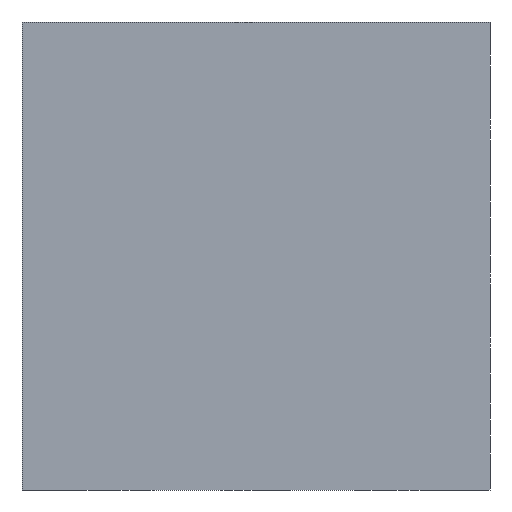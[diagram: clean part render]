
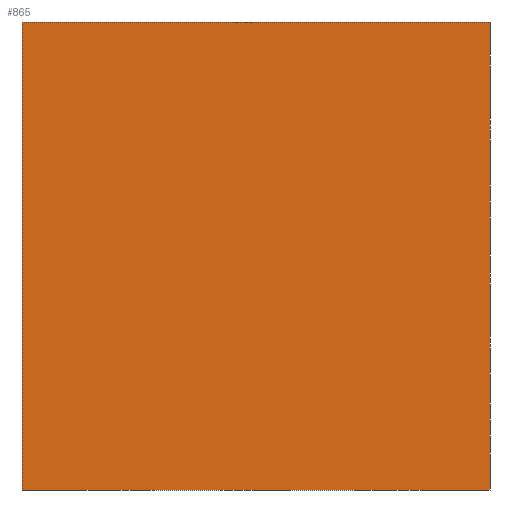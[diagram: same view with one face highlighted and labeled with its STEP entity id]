
A CAD part, front view. The second image highlights one B-rep face of the part: STEP entity #865.
In plain terms, the highlighted planar face has unit normal (0, -1, 0).
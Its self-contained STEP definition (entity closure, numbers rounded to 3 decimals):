
#386 = VERTEX_POINT ( 'NONE', #3923 ) ;
#401 = VECTOR ( 'NONE', #5784, 1000. ) ;
#501 = DIRECTION ( 'NONE',  ( 0., -1., 0. ) ) ;
#587 = DIRECTION ( 'NONE',  ( -1., 0., 0. ) ) ;
#638 = CARTESIAN_POINT ( 'NONE',  ( -7., 0., 7. ) ) ;
#669 = LINE ( 'NONE', #1822, #401 ) ;
#865 = ADVANCED_FACE ( 'NONE', ( #7198 ), #2120, .T. ) ;
#896 = EDGE_LOOP ( 'NONE', ( #1366, #3514, #5038, #4223 ) ) ;
#1339 = CARTESIAN_POINT ( 'NONE',  ( -7., 0., -7. ) ) ;
#1366 = ORIENTED_EDGE ( 'NONE', *, *, #2452, .F. ) ;
#1653 = DIRECTION ( 'NONE',  ( 0., 0., 1. ) ) ;
#1822 = CARTESIAN_POINT ( 'NONE',  ( 7., 0., 7. ) ) ;
#2120 = PLANE ( 'NONE',  #4472 ) ;
#2136 = VECTOR ( 'NONE', #587, 1000. ) ;
#2452 = EDGE_CURVE ( 'NONE', #2795, #386, #669, .T. ) ;
#2793 = CARTESIAN_POINT ( 'NONE',  ( 0., 0., 0. ) ) ;
#2795 = VERTEX_POINT ( 'NONE', #3965 ) ;
#3147 = CARTESIAN_POINT ( 'NONE',  ( -7., 0., 7. ) ) ;
#3514 = ORIENTED_EDGE ( 'NONE', *, *, #4509, .F. ) ;
#3923 = CARTESIAN_POINT ( 'NONE',  ( 7., 0., -7. ) ) ;
#3965 = CARTESIAN_POINT ( 'NONE',  ( 7., 0., 7. ) ) ;
#3989 = VERTEX_POINT ( 'NONE', #638 ) ;
#4003 = LINE ( 'NONE', #6253, #2136 ) ;
#4167 = VERTEX_POINT ( 'NONE', #1339 ) ;
#4223 = ORIENTED_EDGE ( 'NONE', *, *, #4369, .F. ) ;
#4276 = VECTOR ( 'NONE', #1653, 1000. ) ;
#4369 = EDGE_CURVE ( 'NONE', #386, #4167, #4003, .T. ) ;
#4472 = AXIS2_PLACEMENT_3D ( 'NONE', #2793, #501, #6715 ) ;
#4509 = EDGE_CURVE ( 'NONE', #3989, #2795, #4826, .T. ) ;
#4826 = LINE ( 'NONE', #3147, #7227 ) ;
#5038 = ORIENTED_EDGE ( 'NONE', *, *, #5213, .F. ) ;
#5213 = EDGE_CURVE ( 'NONE', #4167, #3989, #6271, .T. ) ;
#5784 = DIRECTION ( 'NONE',  ( 0., 0., -1. ) ) ;
#6253 = CARTESIAN_POINT ( 'NONE',  ( -7., 0., -7. ) ) ;
#6271 = LINE ( 'NONE', #6857, #4276 ) ;
#6715 = DIRECTION ( 'NONE',  ( 0., 0., -1. ) ) ;
#6857 = CARTESIAN_POINT ( 'NONE',  ( -7., 0., 7. ) ) ;
#7066 = DIRECTION ( 'NONE',  ( 1., 0., 0. ) ) ;
#7198 = FACE_OUTER_BOUND ( 'NONE', #896, .T. ) ;
#7227 = VECTOR ( 'NONE', #7066, 1000. ) ;
